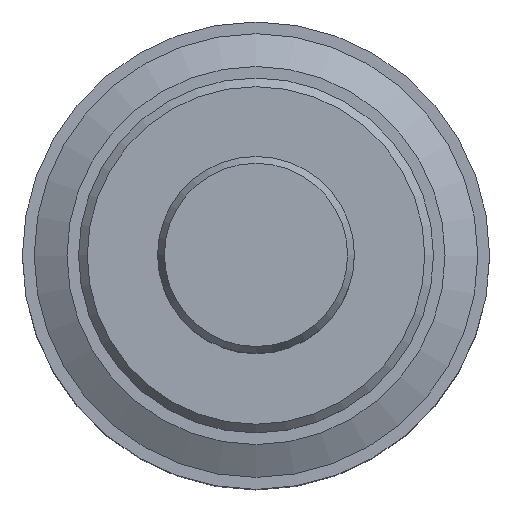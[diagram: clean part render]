
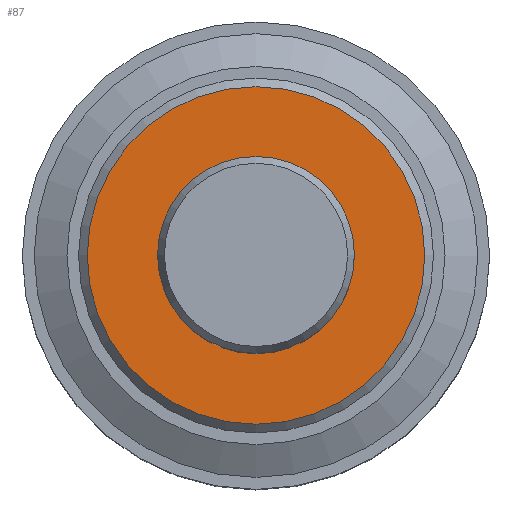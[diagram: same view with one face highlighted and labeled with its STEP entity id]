
A CAD part, top view. The second image highlights one B-rep face of the part: STEP entity #87.
In plain terms, the highlighted planar face has unit normal (0, 0, 1).
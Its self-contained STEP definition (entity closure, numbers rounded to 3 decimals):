
#59=PLANE('',#308);
#64=FACE_OUTER_BOUND('',#165,.T.);
#87=ADVANCED_FACE('',(#64),#59,.T.);
#165=EDGE_LOOP('',(#205));
#205=ORIENTED_EDGE('',*,*,#252,.T.);
#232=VERTEX_POINT('',#450);
#252=EDGE_CURVE('',#232,#232,#272,.T.);
#272=CIRCLE('',#307,6.861);
#307=AXIS2_PLACEMENT_3D('',#449,#378,#379);
#308=AXIS2_PLACEMENT_3D('',#451,#380,#381);
#378=DIRECTION('',(0.,0.,1.));
#379=DIRECTION('',(1.,0.,0.));
#380=DIRECTION('',(0.,0.,1.));
#381=DIRECTION('',(1.,0.,0.));
#449=CARTESIAN_POINT('',(0.,0.,0.));
#450=CARTESIAN_POINT('',(6.861,0.,0.));
#451=CARTESIAN_POINT('',(0.,0.,0.));
